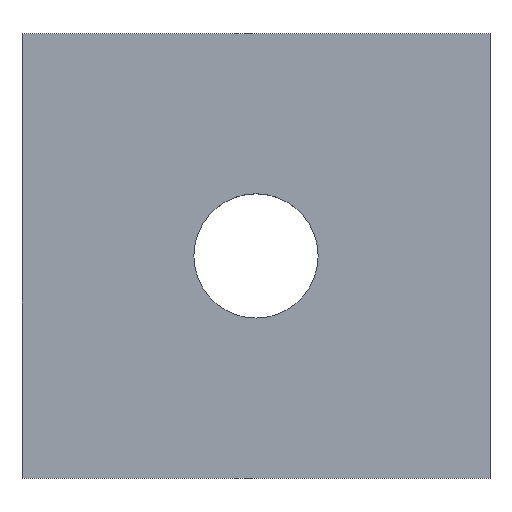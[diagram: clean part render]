
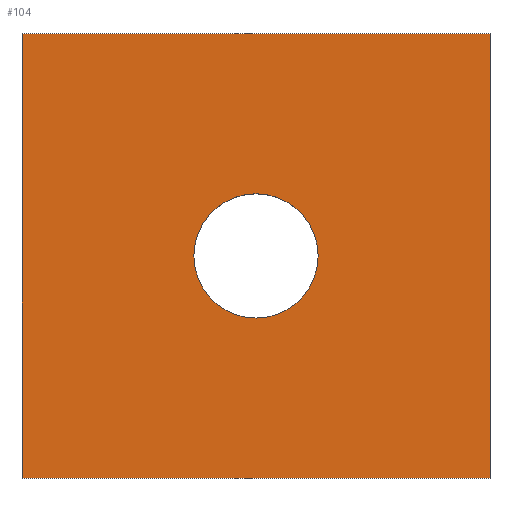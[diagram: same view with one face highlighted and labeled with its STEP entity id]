
A CAD part, top view. The second image highlights one B-rep face of the part: STEP entity #104.
In plain terms, the highlighted planar face has unit normal (0, 0, 1).
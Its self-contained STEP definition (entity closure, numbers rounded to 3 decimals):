
#2 = CIRCLE ( 'NONE', #137, 4.216 ) ;
#5 = VERTEX_POINT ( 'NONE', #322 ) ;
#29 = CARTESIAN_POINT ( 'NONE',  ( 15.875, -15.088, 3.81 ) ) ;
#30 = VERTEX_POINT ( 'NONE', #321 ) ;
#40 = DIRECTION ( 'NONE',  ( 0., 0., 1. ) ) ;
#54 = CIRCLE ( 'NONE', #346, 4.216 ) ;
#63 = VECTOR ( 'NONE', #385, 1000. ) ;
#64 = FACE_BOUND ( 'NONE', #402, .T. ) ;
#78 = EDGE_CURVE ( 'NONE', #174, #416, #2, .T. ) ;
#83 = DIRECTION ( 'NONE',  ( -1., 0., 0. ) ) ;
#101 = DIRECTION ( 'NONE',  ( 0., 1., 0. ) ) ;
#104 = ADVANCED_FACE ( 'NONE', ( #64, #296 ), #203, .F. ) ;
#120 = CARTESIAN_POINT ( 'NONE',  ( 0., 0., 3.81 ) ) ;
#137 = AXIS2_PLACEMENT_3D ( 'NONE', #495, #247, #541 ) ;
#150 = DIRECTION ( 'NONE',  ( 0., 0., -1. ) ) ;
#171 = CARTESIAN_POINT ( 'NONE',  ( 0., 4.216, 3.81 ) ) ;
#174 = VERTEX_POINT ( 'NONE', #379 ) ;
#179 = LINE ( 'NONE', #302, #420 ) ;
#180 = LINE ( 'NONE', #29, #63 ) ;
#188 = ORIENTED_EDGE ( 'NONE', *, *, #335, .F. ) ;
#203 = PLANE ( 'NONE',  #543 ) ;
#226 = DIRECTION ( 'NONE',  ( -1., 0., 0. ) ) ;
#247 = DIRECTION ( 'NONE',  ( 0., 0., 1. ) ) ;
#281 = VERTEX_POINT ( 'NONE', #353 ) ;
#291 = VERTEX_POINT ( 'NONE', #538 ) ;
#296 = FACE_OUTER_BOUND ( 'NONE', #438, .T. ) ;
#299 = DIRECTION ( 'NONE',  ( 0., -1., 0. ) ) ;
#302 = CARTESIAN_POINT ( 'NONE',  ( -15.875, -15.088, 3.81 ) ) ;
#314 = LINE ( 'NONE', #397, #407 ) ;
#318 = ORIENTED_EDGE ( 'NONE', *, *, #424, .F. ) ;
#321 = CARTESIAN_POINT ( 'NONE',  ( 15.875, -15.088, 3.81 ) ) ;
#322 = CARTESIAN_POINT ( 'NONE',  ( -15.875, 15.088, 3.81 ) ) ;
#335 = EDGE_CURVE ( 'NONE', #291, #30, #180, .T. ) ;
#346 = AXIS2_PLACEMENT_3D ( 'NONE', #120, #40, #395 ) ;
#353 = CARTESIAN_POINT ( 'NONE',  ( -15.875, -15.088, 3.81 ) ) ;
#364 = EDGE_CURVE ( 'NONE', #5, #281, #179, .T. ) ;
#379 = CARTESIAN_POINT ( 'NONE',  ( 0., -4.216, 3.81 ) ) ;
#385 = DIRECTION ( 'NONE',  ( 0., -1., 0. ) ) ;
#392 = ORIENTED_EDGE ( 'NONE', *, *, #364, .T. ) ;
#395 = DIRECTION ( 'NONE',  ( 0., -1., 0. ) ) ;
#397 = CARTESIAN_POINT ( 'NONE',  ( 15.875, -15.088, 3.81 ) ) ;
#402 = EDGE_LOOP ( 'NONE', ( #537, #547 ) ) ;
#404 = ORIENTED_EDGE ( 'NONE', *, *, #517, .T. ) ;
#407 = VECTOR ( 'NONE', #83, 1000. ) ;
#416 = VERTEX_POINT ( 'NONE', #171 ) ;
#420 = VECTOR ( 'NONE', #299, 1000. ) ;
#424 = EDGE_CURVE ( 'NONE', #30, #281, #314, .T. ) ;
#438 = EDGE_LOOP ( 'NONE', ( #392, #318, #188, #404 ) ) ;
#444 = EDGE_CURVE ( 'NONE', #416, #174, #54, .T. ) ;
#451 = LINE ( 'NONE', #514, #559 ) ;
#457 = CARTESIAN_POINT ( 'NONE',  ( 15.875, -15.088, 3.81 ) ) ;
#495 = CARTESIAN_POINT ( 'NONE',  ( 0., 0., 3.81 ) ) ;
#514 = CARTESIAN_POINT ( 'NONE',  ( 15.875, 15.088, 3.81 ) ) ;
#517 = EDGE_CURVE ( 'NONE', #291, #5, #451, .T. ) ;
#537 = ORIENTED_EDGE ( 'NONE', *, *, #78, .F. ) ;
#538 = CARTESIAN_POINT ( 'NONE',  ( 15.875, 15.088, 3.81 ) ) ;
#541 = DIRECTION ( 'NONE',  ( 0., -1., 0. ) ) ;
#543 = AXIS2_PLACEMENT_3D ( 'NONE', #457, #150, #101 ) ;
#547 = ORIENTED_EDGE ( 'NONE', *, *, #444, .F. ) ;
#559 = VECTOR ( 'NONE', #226, 1000. ) ;
